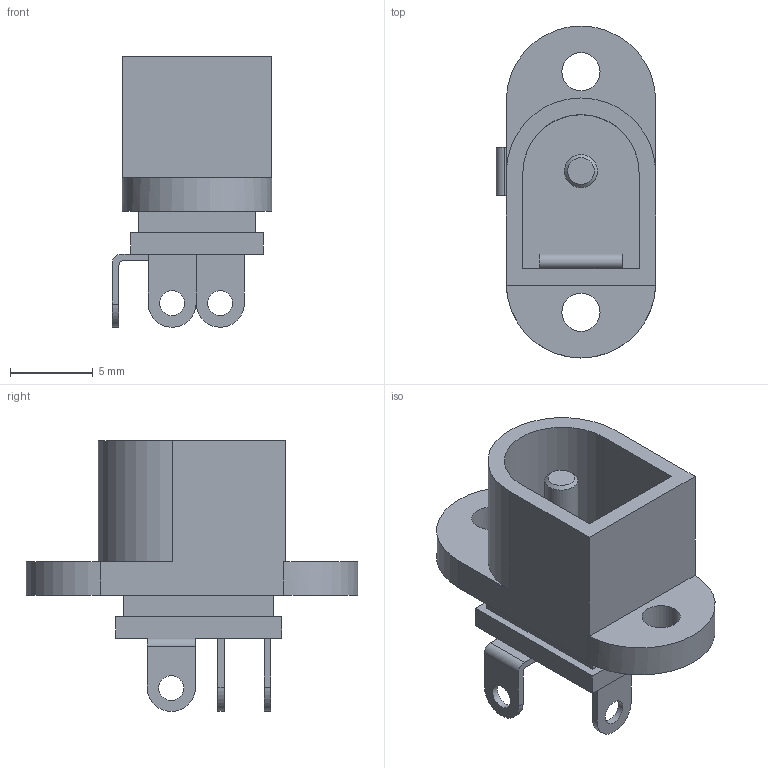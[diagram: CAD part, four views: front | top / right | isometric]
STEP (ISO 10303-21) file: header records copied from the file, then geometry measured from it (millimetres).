
FILE_DESCRIPTION(('for SolidWorks'),'2;1');
FILE_NAME('pj-010a.step', '2016-08-25T13:52:38',('Serg'),(''),'Open CASCADE STEP processor 6.6', 'DipTrace','Unknown');
FILE_SCHEMA(('AUTOMOTIVE_DESIGN { 1 0 10303 214 1 1 1 1 }'));
Length unit declared in the file: millimetre
Products named in the file (2): ASSEMBLY; pj-010a
Assembly tree (1 placements, depth 2):
  ASSEMBLY
    pj-010a
Bounding box: 9.6 x 20 x 16.3 mm (x, y, z)
Volume: 784.9 mm3; surface area: 1235 mm2
Topology: 1 solids, 1 shells, 64 faces, 166 edges, 109 vertices
Faces by surface type: plane 45, cylinder 18, cone 1
Full cylindrical faces by diameter (mm): 1.5 x3, 2 x1, 2.3 x2
Entity records: 2452 total; most frequent: CARTESIAN_POINT 341, DIRECTION 337, ORIENTED_EDGE 332, EDGE_CURVE 166, LINE 127, VECTOR 127, VERTEX_POINT 109, AXIS2_PLACEMENT_3D 105
